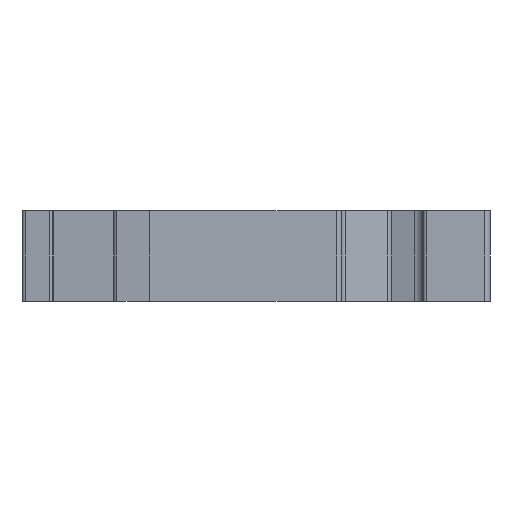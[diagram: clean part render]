
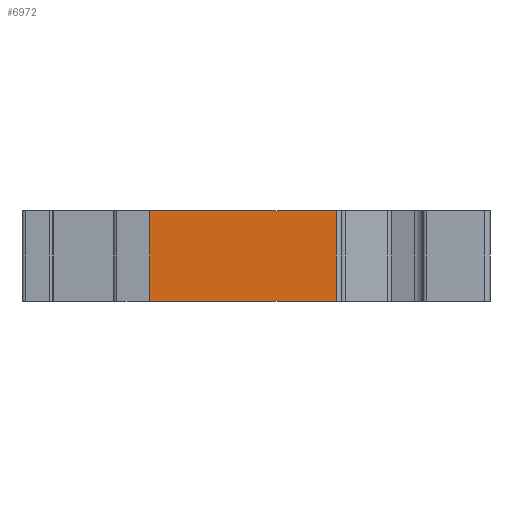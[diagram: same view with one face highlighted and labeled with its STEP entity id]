
A CAD part, left-side view. The second image highlights one B-rep face of the part: STEP entity #6972.
In plain terms, the highlighted planar face has unit normal (-1, 0, 0).
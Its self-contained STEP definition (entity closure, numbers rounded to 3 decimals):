
#366=DIRECTION('',(0.,1.,0.));
#367=VECTOR('',#366,16.757);
#368=CARTESIAN_POINT('',(-28.85,7.8,-4.1));
#369=LINE('',#368,#367);
#794=DIRECTION('',(0.,1.,0.));
#795=VECTOR('',#794,16.757);
#796=CARTESIAN_POINT('',(-28.85,7.8,4.));
#797=LINE('',#796,#795);
#2409=DIRECTION('',(0.,0.,1.));
#2410=VECTOR('',#2409,8.1);
#2411=CARTESIAN_POINT('',(-28.85,7.8,-4.1));
#2412=LINE('',#2411,#2410);
#2413=DIRECTION('',(0.,0.,1.));
#2414=VECTOR('',#2413,8.1);
#2415=CARTESIAN_POINT('',(-28.85,24.557,-4.1));
#2416=LINE('',#2415,#2414);
#3781=CARTESIAN_POINT('',(-28.85,7.8,4.));
#3783=VERTEX_POINT('',#3781);
#3787=CARTESIAN_POINT('',(-28.85,7.8,-4.1));
#3788=VERTEX_POINT('',#3787);
#3877=CARTESIAN_POINT('',(-28.85,24.557,4.));
#3878=VERTEX_POINT('',#3877);
#3879=CARTESIAN_POINT('',(-28.85,24.557,-4.1));
#3880=VERTEX_POINT('',#3879);
#6960=CARTESIAN_POINT('',(-28.85,-6.,-4.91));
#6961=DIRECTION('',(1.,0.,0.));
#6962=DIRECTION('',(0.,1.,0.));
#6963=AXIS2_PLACEMENT_3D('',#6960,#6961,#6962);
#6964=PLANE('',#6963);
#6966=ORIENTED_EDGE('',*,*,#6965,.F.);
#6967=ORIENTED_EDGE('',*,*,#4759,.T.);
#6968=ORIENTED_EDGE('',*,*,#6954,.T.);
#6969=ORIENTED_EDGE('',*,*,#5027,.F.);
#6970=EDGE_LOOP('',(#6966,#6967,#6968,#6969));
#6971=FACE_OUTER_BOUND('',#6970,.F.);
#6972=ADVANCED_FACE('',(#6971),#6964,.F.);
#4759=EDGE_CURVE('',#3788,#3880,#369,.T.);
#5027=EDGE_CURVE('',#3783,#3878,#797,.T.);
#6954=EDGE_CURVE('',#3880,#3878,#2416,.T.);
#6965=EDGE_CURVE('',#3788,#3783,#2412,.T.);
